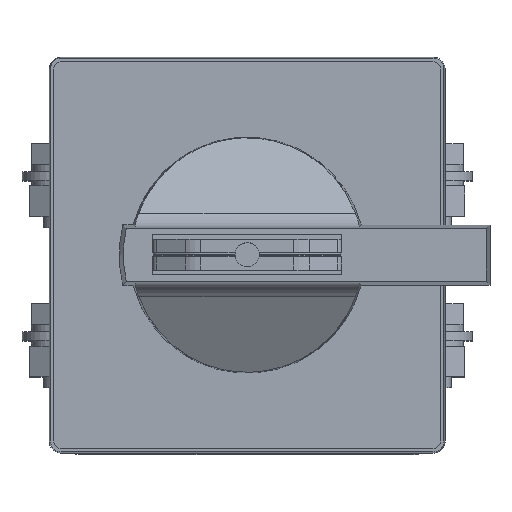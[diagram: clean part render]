
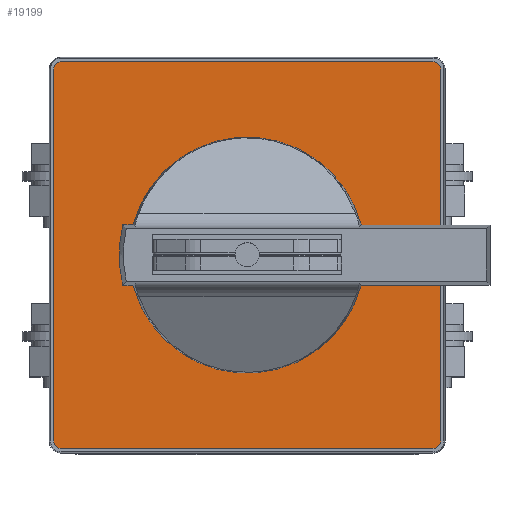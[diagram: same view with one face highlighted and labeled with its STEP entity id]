
A CAD part, top view. The second image highlights one B-rep face of the part: STEP entity #19199.
In plain terms, the highlighted planar face has unit normal (0, 0, 1).
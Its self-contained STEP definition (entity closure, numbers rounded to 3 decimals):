
#970=CIRCLE('',#20870,2.5);
#971=CIRCLE('',#20873,2.5);
#972=CIRCLE('',#20876,2.5);
#973=CIRCLE('',#20879,2.5);
#974=CIRCLE('',#20881,36.082);
#4542=ORIENTED_EDGE('',*,*,#8681,.T.);
#4543=ORIENTED_EDGE('',*,*,#8665,.T.);
#4544=ORIENTED_EDGE('',*,*,#8668,.T.);
#4545=ORIENTED_EDGE('',*,*,#8670,.T.);
#4546=ORIENTED_EDGE('',*,*,#8672,.T.);
#4547=ORIENTED_EDGE('',*,*,#8674,.T.);
#4548=ORIENTED_EDGE('',*,*,#8676,.T.);
#4549=ORIENTED_EDGE('',*,*,#8678,.T.);
#4550=ORIENTED_EDGE('',*,*,#8680,.T.);
#8665=EDGE_CURVE('',#10847,#10848,#12625,.T.);
#8668=EDGE_CURVE('',#10848,#10849,#970,.T.);
#8670=EDGE_CURVE('',#10849,#10850,#12629,.T.);
#8672=EDGE_CURVE('',#10850,#10851,#971,.T.);
#8674=EDGE_CURVE('',#10851,#10852,#12632,.T.);
#8676=EDGE_CURVE('',#10852,#10853,#972,.T.);
#8678=EDGE_CURVE('',#10853,#10854,#12635,.T.);
#8680=EDGE_CURVE('',#10854,#10847,#973,.T.);
#8681=EDGE_CURVE('',#10855,#10855,#974,.T.);
#10847=VERTEX_POINT('',#31617);
#10848=VERTEX_POINT('',#31618);
#10849=VERTEX_POINT('',#31623);
#10850=VERTEX_POINT('',#31627);
#10851=VERTEX_POINT('',#31631);
#10852=VERTEX_POINT('',#31635);
#10853=VERTEX_POINT('',#31639);
#10854=VERTEX_POINT('',#31643);
#10855=VERTEX_POINT('',#31649);
#12625=LINE('',#31616,#14510);
#12629=LINE('',#31626,#14514);
#12632=LINE('',#31634,#14517);
#12635=LINE('',#31642,#14520);
#14510=VECTOR('',#25259,1000.);
#14514=VECTOR('',#25269,1000.);
#14517=VECTOR('',#25278,1000.);
#14520=VECTOR('',#25287,1000.);
#15714=EDGE_LOOP('',(#4542));
#15715=EDGE_LOOP('',(#4543,#4544,#4545,#4546,#4547,#4548,#4549,#4550));
#17081=FACE_BOUND('',#15714,.T.);
#17082=FACE_BOUND('',#15715,.T.);
#18214=PLANE('',#20880);
#19199=ADVANCED_FACE('',(#17081,#17082),#18214,.T.);
#20870=AXIS2_PLACEMENT_3D('',#31622,#25264,#25265);
#20873=AXIS2_PLACEMENT_3D('',#31630,#25273,#25274);
#20876=AXIS2_PLACEMENT_3D('',#31638,#25282,#25283);
#20879=AXIS2_PLACEMENT_3D('',#31646,#25291,#25292);
#20880=AXIS2_PLACEMENT_3D('',#31647,#25293,#25294);
#20881=AXIS2_PLACEMENT_3D('',#31648,#25295,#25296);
#25259=DIRECTION('',(0.,-1.,0.));
#25264=DIRECTION('',(0.,0.,1.));
#25265=DIRECTION('',(1.,0.,0.));
#25269=DIRECTION('',(1.,0.,0.));
#25273=DIRECTION('',(0.,0.,1.));
#25274=DIRECTION('',(1.,0.,0.));
#25278=DIRECTION('',(0.,1.,0.));
#25282=DIRECTION('',(0.,0.,1.));
#25283=DIRECTION('',(1.,0.,0.));
#25287=DIRECTION('',(-1.,0.,0.));
#25291=DIRECTION('',(0.,0.,1.));
#25292=DIRECTION('',(1.,0.,0.));
#25293=DIRECTION('',(0.,0.,1.));
#25294=DIRECTION('',(1.,0.,0.));
#25295=DIRECTION('',(0.,0.,-1.));
#25296=DIRECTION('',(-1.,0.,0.));
#31616=CARTESIAN_POINT('',(1.5,126.,327.5));
#31617=CARTESIAN_POINT('',(1.5,126.,327.5));
#31618=CARTESIAN_POINT('',(1.5,4.,327.5));
#31622=CARTESIAN_POINT('',(4.,4.,327.5));
#31623=CARTESIAN_POINT('',(4.,1.5,327.5));
#31626=CARTESIAN_POINT('',(4.,1.5,327.5));
#31627=CARTESIAN_POINT('',(126.,1.5,327.5));
#31630=CARTESIAN_POINT('',(126.,4.,327.5));
#31631=CARTESIAN_POINT('',(128.5,4.,327.5));
#31634=CARTESIAN_POINT('',(128.5,4.,327.5));
#31635=CARTESIAN_POINT('',(128.5,126.,327.5));
#31638=CARTESIAN_POINT('',(126.,126.,327.5));
#31639=CARTESIAN_POINT('',(126.,128.5,327.5));
#31642=CARTESIAN_POINT('',(126.,128.5,327.5));
#31643=CARTESIAN_POINT('',(4.,128.5,327.5));
#31646=CARTESIAN_POINT('',(4.,126.,327.5));
#31647=CARTESIAN_POINT('',(4.,4.,327.5));
#31648=CARTESIAN_POINT('',(65.,65.,327.5));
#31649=CARTESIAN_POINT('',(28.918,65.,327.5));
